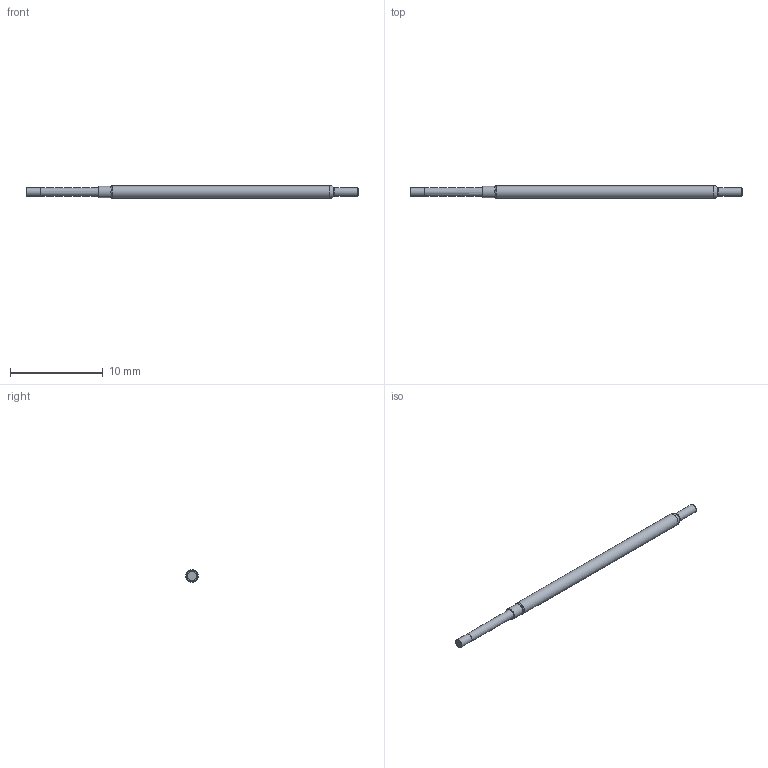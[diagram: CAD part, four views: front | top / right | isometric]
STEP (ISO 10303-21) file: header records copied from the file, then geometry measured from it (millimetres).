
FILE_DESCRIPTION (( 'STEP AP214' ), '1' );
FILE_NAME ('X75-2520.STEP', '2020-04-14T14:33:30', ( '' ), ( '' ), 'SwSTEP 2.0', 'SolidWorks 2019', '' );
FILE_SCHEMA (( 'AUTOMOTIVE_DESIGN' ));
Length unit declared in the file: inch
Products named in the file (1): X75-2520
Bounding box: 35.81 x 1.37 x 1.37 mm (x, y, z)
Volume: 43.8 mm3; surface area: 140.7 mm2
Topology: 1 solids, 1 shells, 14 faces, 25 edges, 14 vertices
Faces by surface type: cylinder 4, torus 4, plane 3, cone 3
Full cylindrical faces by diameter (mm): 0.922 x2, 1.232 x1, 1.367 x1
Entity records: 496 total; most frequent: DIRECTION 56, CARTESIAN_POINT 41, AXIS2_PLACEMENT_3D 28, EDGE_LOOP 26, ORIENTED_EDGE 26, FACE_OUTER_BOUND 22, LENGTH_MEASURE_WITH_UNIT 17, DIMENSIONAL_EXPONENTS 17
